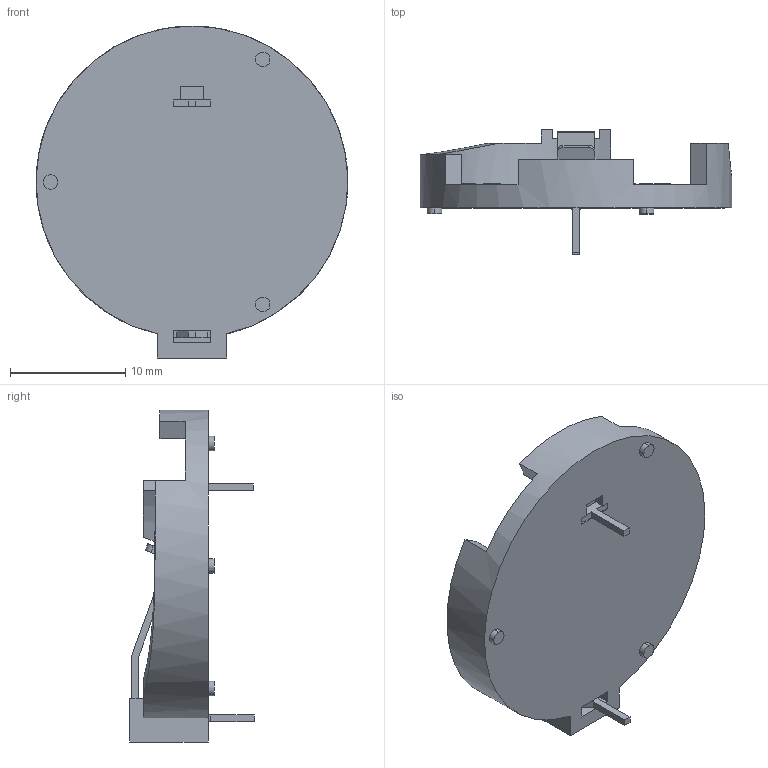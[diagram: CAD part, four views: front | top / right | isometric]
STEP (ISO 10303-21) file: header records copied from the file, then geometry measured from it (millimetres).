
FILE_DESCRIPTION (( 'STEP AP214' ), '1' );
FILE_NAME ('User Library-BH908T-C.STEP', '2013-01-21T05:54:20', ( 'Windows User' ), ( '' ), 'SwSTEP 2.0', 'SolidWorks 2013', '' );
FILE_SCHEMA (( 'AUTOMOTIVE_DESIGN' ));
Length unit declared in the file: millimetre
Products named in the file (4): User Library-BH908T-C_BH908T-C Terminal positivo_Valor predeterminado; User Library-BH908T-C_BH908T-C Terminal negativo_Valor predeterminado; User Library-BH908T-C_BH908T-C Bloco_Valor predeterminado; User Library-BH908T-C
Assembly tree (3 placements, depth 2):
  User Library-BH908T-C
    User Library-BH908T-C_BH908T-C Bloco_Valor predeterminado
    User Library-BH908T-C_BH908T-C Terminal negativo_Valor predeterminado
    User Library-BH908T-C_BH908T-C Terminal positivo_Valor predeterminado
Bounding box: 26.99 x 10.8 x 28.75 mm (x, y, z)
Volume: 1433.4 mm3; surface area: 2086.6 mm2
Topology: 3 solids, 3 shells, 310 faces, 835 edges, 556 vertices
Faces by surface type: plane 197, bspline 82, cylinder 30, torus 1
Entity records: 14542 total; most frequent: CARTESIAN_POINT 7089, ORIENTED_EDGE 1670, DIRECTION 1196, EDGE_CURVE 835, VECTOR 594, LINE 594, VERTEX_POINT 556, EDGE_LOOP 339
